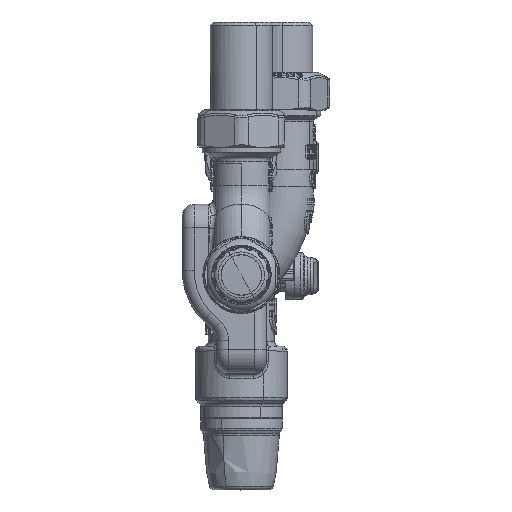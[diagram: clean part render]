
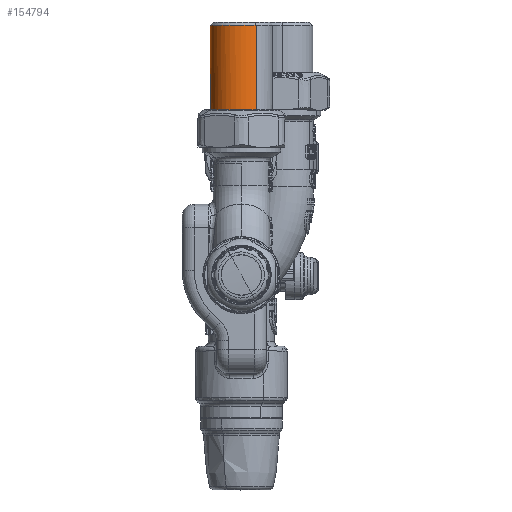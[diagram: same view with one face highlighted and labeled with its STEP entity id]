
A CAD part, top view. The second image highlights one B-rep face of the part: STEP entity #154794.
In plain terms, the highlighted cylindrical face has radius 13.15 mm (diameter 26.3 mm), a partial arc.
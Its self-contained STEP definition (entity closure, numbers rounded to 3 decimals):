
#141075=CARTESIAN_POINT('Vertex',(6.304,68.771,32.54)) ;
#141080=CARTESIAN_POINT('Axis2P3D Location',(0.,68.771,21.)) ;
#141084=CARTESIAN_POINT('Vertex',(-11.23,68.771,27.842)) ;
#145191=CARTESIAN_POINT('Axis2P3D Location',(0.,68.771,21.)) ;
#145195=CARTESIAN_POINT('Vertex',(-6.304,68.771,9.46)) ;
#154733=CARTESIAN_POINT('Vertex',(6.304,105.7,32.54)) ;
#154740=CARTESIAN_POINT('Vertex',(-6.304,105.7,9.46)) ;
#154760=CARTESIAN_POINT('Axis2P3D Location',(0.,105.7,21.)) ;
#154772=CARTESIAN_POINT('Axis2P3D Location',(0.,84.75,21.)) ;
#154777=CARTESIAN_POINT('Line Origine',(6.304,86.5,32.54)) ;
#154782=CARTESIAN_POINT('Line Origine',(-6.304,86.5,9.46)) ;
#141081=DIRECTION('Axis2P3D Direction',(-0.,1.,0.)) ;
#145192=DIRECTION('Axis2P3D Direction',(-0.,1.,0.)) ;
#154761=DIRECTION('Axis2P3D Direction',(0.,1.,0.)) ;
#154773=DIRECTION('Axis2P3D Direction',(-0.,1.,0.)) ;
#154774=DIRECTION('Axis2P3D XDirection',(0.479,0.,0.878)) ;
#154778=DIRECTION('Vector Direction',(0.,1.,0.)) ;
#154783=DIRECTION('Vector Direction',(0.,1.,0.)) ;
#141082=AXIS2_PLACEMENT_3D('Circle Axis2P3D',#141080,#141081,$) ;
#145193=AXIS2_PLACEMENT_3D('Circle Axis2P3D',#145191,#145192,$) ;
#154762=AXIS2_PLACEMENT_3D('Circle Axis2P3D',#154760,#154761,$) ;
#154775=AXIS2_PLACEMENT_3D('Cylinder Axis2P3D',#154772,#154773,#154774) ;
#154788=ORIENTED_EDGE('',*,*,#154781,.F.) ;
#154789=ORIENTED_EDGE('',*,*,#154764,.F.) ;
#154790=ORIENTED_EDGE('',*,*,#154786,.T.) ;
#154791=ORIENTED_EDGE('',*,*,#145197,.T.) ;
#154792=ORIENTED_EDGE('',*,*,#141086,.F.) ;
#154779=VECTOR('Line Direction',#154778,1.) ;
#154784=VECTOR('Line Direction',#154783,1.) ;
#154794=ADVANCED_FACE('PartBody',(#154793),#154776,.T.) ;
#141083=CIRCLE('generated circle',#141082,13.15) ;
#145194=CIRCLE('generated circle',#145193,13.15) ;
#154763=CIRCLE('generated circle',#154762,13.15) ;
#154776=CYLINDRICAL_SURFACE('generated cylinder',#154775,13.15) ;
#141086=EDGE_CURVE('',#141076,#141085,#141083,.F.) ;
#145197=EDGE_CURVE('',#145196,#141085,#145194,.T.) ;
#154764=EDGE_CURVE('',#154741,#154734,#154763,.T.) ;
#154781=EDGE_CURVE('',#154734,#141076,#154780,.F.) ;
#154786=EDGE_CURVE('',#154741,#145196,#154785,.F.) ;
#154787=EDGE_LOOP('',(#154788,#154789,#154790,#154791,#154792)) ;
#154793=FACE_OUTER_BOUND('',#154787,.T.) ;
#154780=LINE('Line',#154777,#154779) ;
#154785=LINE('Line',#154782,#154784) ;
#141076=VERTEX_POINT('',#141075) ;
#141085=VERTEX_POINT('',#141084) ;
#145196=VERTEX_POINT('',#145195) ;
#154734=VERTEX_POINT('',#154733) ;
#154741=VERTEX_POINT('',#154740) ;
